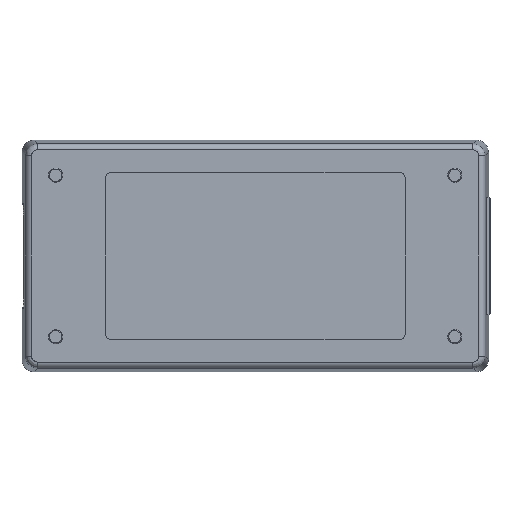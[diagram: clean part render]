
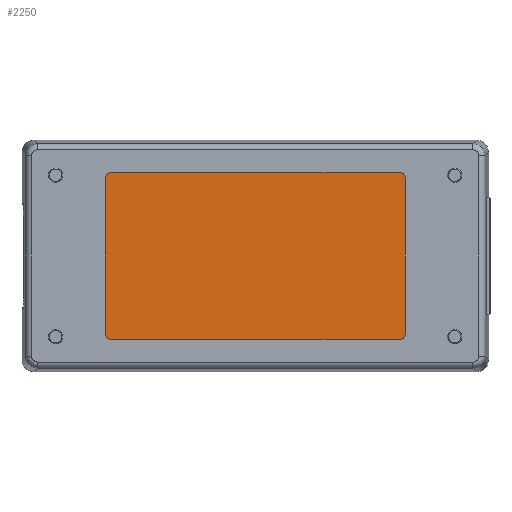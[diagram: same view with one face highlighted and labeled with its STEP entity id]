
A CAD part, front view. The second image highlights one B-rep face of the part: STEP entity #2250.
In plain terms, the highlighted planar face has unit normal (0, -1, 0).
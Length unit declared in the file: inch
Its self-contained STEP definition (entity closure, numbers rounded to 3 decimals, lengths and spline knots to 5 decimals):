
#36 = CARTESIAN_POINT ( 'NONE',  ( 1.5535, -0.7475, -0.8025 ) ) ;
#1004 = ORIENTED_EDGE ( 'NONE', *, *, #21984, .T. ) ;
#1193 = EDGE_LOOP ( 'NONE', ( #14053, #15473, #1004, #3106, #4786, #15696, #20748, #17256 ) ) ;
#1768 = CARTESIAN_POINT ( 'NONE',  ( -1.491, -0.7475, -0.865 ) ) ;
#2004 = LINE ( 'NONE', #7267, #12804 ) ;
#2214 = EDGE_CURVE ( 'NONE', #23145, #3693, #2665, .T. ) ;
#2250 = ADVANCED_FACE ( 'NONE', ( #5397 ), #8887, .T. ) ;
#2665 = CIRCLE ( 'NONE', #3521, 0.0625 ) ;
#2672 = VECTOR ( 'NONE', #6832, 39.37008 ) ;
#2753 = CARTESIAN_POINT ( 'NONE',  ( -1.5535, -0.7475, 0.8025 ) ) ;
#2946 = CARTESIAN_POINT ( 'NONE',  ( 1.491, -0.7475, -0.865 ) ) ;
#3106 = ORIENTED_EDGE ( 'NONE', *, *, #13596, .T. ) ;
#3322 = VERTEX_POINT ( 'NONE', #1768 ) ;
#3447 = VERTEX_POINT ( 'NONE', #2946 ) ;
#3521 = AXIS2_PLACEMENT_3D ( 'NONE', #7540, #7588, #7625 ) ;
#3693 = VERTEX_POINT ( 'NONE', #25527 ) ;
#3999 = CARTESIAN_POINT ( 'NONE',  ( -1.491, -0.7475, 0.865 ) ) ;
#4786 = ORIENTED_EDGE ( 'NONE', *, *, #2214, .T. ) ;
#5397 = FACE_OUTER_BOUND ( 'NONE', #1193, .T. ) ;
#5955 = DIRECTION ( 'NONE',  ( 0., -1., 0. ) ) ;
#6135 = VERTEX_POINT ( 'NONE', #6438 ) ;
#6438 = CARTESIAN_POINT ( 'NONE',  ( 1.491, -0.7475, 0.865 ) ) ;
#6483 = VERTEX_POINT ( 'NONE', #20036 ) ;
#6832 = DIRECTION ( 'NONE',  ( 0., 0., -1. ) ) ;
#7267 = CARTESIAN_POINT ( 'NONE',  ( 1.5535, -0.7475, 0.8025 ) ) ;
#7540 = CARTESIAN_POINT ( 'NONE',  ( -1.491, -0.7475, 0.8025 ) ) ;
#7588 = DIRECTION ( 'NONE',  ( 0., -1., 0. ) ) ;
#7625 = DIRECTION ( 'NONE',  ( 0., 0., -1. ) ) ;
#7768 = CIRCLE ( 'NONE', #20936, 0.0625 ) ;
#8424 = CIRCLE ( 'NONE', #17152, 0.0625 ) ;
#8458 = DIRECTION ( 'NONE',  ( 0., 0., -1. ) ) ;
#8545 = DIRECTION ( 'NONE',  ( 0., -1., 0. ) ) ;
#8887 = PLANE ( 'NONE',  #21299 ) ;
#8905 = EDGE_CURVE ( 'NONE', #3447, #13292, #22740, .T. ) ;
#9293 = DIRECTION ( 'NONE',  ( 0., 0., 1. ) ) ;
#9323 = CARTESIAN_POINT ( 'NONE',  ( 1.491, -0.7475, -0.8025 ) ) ;
#9373 = DIRECTION ( 'NONE',  ( 0., -1., 0. ) ) ;
#9406 = DIRECTION ( 'NONE',  ( 0., 0., -1. ) ) ;
#9417 = DIRECTION ( 'NONE',  ( 0., -1., 0. ) ) ;
#9438 = DIRECTION ( 'NONE',  ( -1., 0., 0. ) ) ;
#10948 = VERTEX_POINT ( 'NONE', #21179 ) ;
#12804 = VECTOR ( 'NONE', #9293, 39.37008 ) ;
#13292 = VERTEX_POINT ( 'NONE', #36 ) ;
#13596 = EDGE_CURVE ( 'NONE', #6135, #23145, #26077, .T. ) ;
#14053 = ORIENTED_EDGE ( 'NONE', *, *, #8905, .T. ) ;
#14405 = AXIS2_PLACEMENT_3D ( 'NONE', #24693, #8545, #8458 ) ;
#14826 = EDGE_CURVE ( 'NONE', #3322, #3447, #23899, .T. ) ;
#15473 = ORIENTED_EDGE ( 'NONE', *, *, #22500, .T. ) ;
#15696 = ORIENTED_EDGE ( 'NONE', *, *, #23995, .T. ) ;
#17152 = AXIS2_PLACEMENT_3D ( 'NONE', #18159, #5955, #20222 ) ;
#17256 = ORIENTED_EDGE ( 'NONE', *, *, #14826, .T. ) ;
#17733 = CARTESIAN_POINT ( 'NONE',  ( -1.491, -0.7475, -0.865 ) ) ;
#18159 = CARTESIAN_POINT ( 'NONE',  ( 1.491, -0.7475, 0.8025 ) ) ;
#19781 = DIRECTION ( 'NONE',  ( 1., 0., 0. ) ) ;
#20036 = CARTESIAN_POINT ( 'NONE',  ( 1.5535, -0.7475, 0.8025 ) ) ;
#20222 = DIRECTION ( 'NONE',  ( 0., 0., -1. ) ) ;
#20748 = ORIENTED_EDGE ( 'NONE', *, *, #23536, .T. ) ;
#20936 = AXIS2_PLACEMENT_3D ( 'NONE', #21638, #9417, #23619 ) ;
#21179 = CARTESIAN_POINT ( 'NONE',  ( -1.5535, -0.7475, -0.8025 ) ) ;
#21299 = AXIS2_PLACEMENT_3D ( 'NONE', #9323, #9373, #9406 ) ;
#21638 = CARTESIAN_POINT ( 'NONE',  ( -1.491, -0.7475, -0.8025 ) ) ;
#21655 = CARTESIAN_POINT ( 'NONE',  ( -1.491, -0.7475, 0.865 ) ) ;
#21984 = EDGE_CURVE ( 'NONE', #6483, #6135, #8424, .T. ) ;
#22500 = EDGE_CURVE ( 'NONE', #13292, #6483, #2004, .T. ) ;
#22740 = CIRCLE ( 'NONE', #14405, 0.0625 ) ;
#23145 = VERTEX_POINT ( 'NONE', #3999 ) ;
#23536 = EDGE_CURVE ( 'NONE', #10948, #3322, #7768, .T. ) ;
#23619 = DIRECTION ( 'NONE',  ( 0., 0., -1. ) ) ;
#23871 = VECTOR ( 'NONE', #19781, 39.37008 ) ;
#23899 = LINE ( 'NONE', #17733, #23871 ) ;
#23995 = EDGE_CURVE ( 'NONE', #3693, #10948, #24235, .T. ) ;
#24235 = LINE ( 'NONE', #2753, #2672 ) ;
#24693 = CARTESIAN_POINT ( 'NONE',  ( 1.491, -0.7475, -0.8025 ) ) ;
#25527 = CARTESIAN_POINT ( 'NONE',  ( -1.5535, -0.7475, 0.8025 ) ) ;
#26077 = LINE ( 'NONE', #21655, #26350 ) ;
#26350 = VECTOR ( 'NONE', #9438, 39.37008 ) ;
